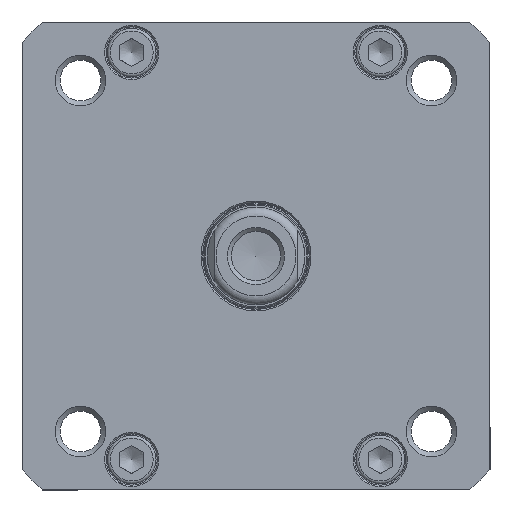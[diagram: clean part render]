
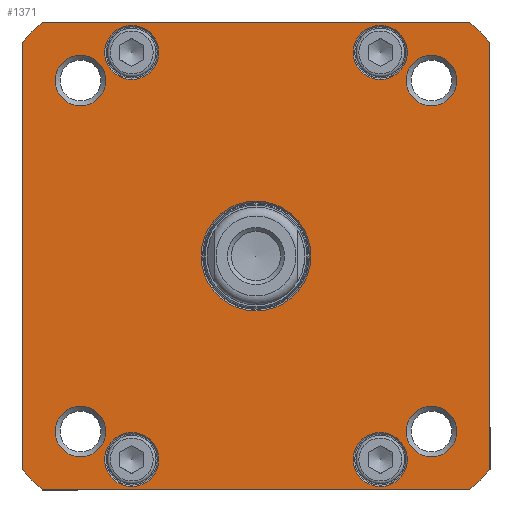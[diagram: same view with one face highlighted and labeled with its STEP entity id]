
A CAD part, front view. The second image highlights one B-rep face of the part: STEP entity #1371.
In plain terms, the highlighted planar face has unit normal (0, -1, 0).
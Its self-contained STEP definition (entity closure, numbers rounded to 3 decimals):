
#1197=CARTESIAN_POINT('',(0.,-97.35,0.));
#1198=DIRECTION('',(0.0,1.0,0.0));
#1199=DIRECTION('',(0.0,0.0,1.0));
#1200=AXIS2_PLACEMENT_3D('',#1197,#1198,#1199);
#1201=PLANE('',#1200);
#1202=CARTESIAN_POINT('',(43.829,-97.35,48.));
#1203=VERTEX_POINT('',#1202);
#1204=CARTESIAN_POINT('',(48.,-97.35,43.829));
#1205=VERTEX_POINT('',#1204);
#1206=CARTESIAN_POINT('',(0.0,-97.35,0.0));
#1207=DIRECTION('',(0.0,1.0,0.0));
#1208=DIRECTION('',(0.674,0.0,0.738));
#1209=AXIS2_PLACEMENT_3D('',#1206,#1207,#1208);
#1210=CIRCLE('',#1209,65.);
#1211=EDGE_CURVE('',#1203,#1205,#1210,.T.);
#1212=ORIENTED_EDGE('',*,*,#1211,.F.);
#1213=CARTESIAN_POINT('',(-43.829,-97.35,48.));
#1214=VERTEX_POINT('',#1213);
#1215=CARTESIAN_POINT('',(-43.829,-97.35,48.));
#1216=DIRECTION('',(1.0,0.0,0.0));
#1217=VECTOR('',#1216,87.658);
#1218=LINE('',#1215,#1217);
#1219=EDGE_CURVE('',#1214,#1203,#1218,.T.);
#1220=ORIENTED_EDGE('',*,*,#1219,.F.);
#1221=CARTESIAN_POINT('',(-48.,-97.35,43.829));
#1222=VERTEX_POINT('',#1221);
#1223=CARTESIAN_POINT('',(0.0,-97.35,0.0));
#1224=DIRECTION('',(0.0,1.0,0.0));
#1225=DIRECTION('',(-0.738,0.0,0.674));
#1226=AXIS2_PLACEMENT_3D('',#1223,#1224,#1225);
#1227=CIRCLE('',#1226,65.0);
#1228=EDGE_CURVE('',#1222,#1214,#1227,.T.);
#1229=ORIENTED_EDGE('',*,*,#1228,.F.);
#1230=CARTESIAN_POINT('',(-48.,-97.35,-43.829));
#1231=VERTEX_POINT('',#1230);
#1232=CARTESIAN_POINT('',(-48.,-97.35,-43.829));
#1233=DIRECTION('',(0.0,0.0,1.0));
#1234=VECTOR('',#1233,87.658);
#1235=LINE('',#1232,#1234);
#1236=EDGE_CURVE('',#1231,#1222,#1235,.T.);
#1237=ORIENTED_EDGE('',*,*,#1236,.F.);
#1238=CARTESIAN_POINT('',(-43.829,-97.35,-48.));
#1239=VERTEX_POINT('',#1238);
#1240=CARTESIAN_POINT('',(0.0,-97.35,0.0));
#1241=DIRECTION('',(0.0,1.0,0.0));
#1242=DIRECTION('',(-0.674,0.0,-0.738));
#1243=AXIS2_PLACEMENT_3D('',#1240,#1241,#1242);
#1244=CIRCLE('',#1243,65.0);
#1245=EDGE_CURVE('',#1239,#1231,#1244,.T.);
#1246=ORIENTED_EDGE('',*,*,#1245,.F.);
#1247=CARTESIAN_POINT('',(43.829,-97.35,-48.));
#1248=VERTEX_POINT('',#1247);
#1249=CARTESIAN_POINT('',(43.829,-97.35,-48.));
#1250=DIRECTION('',(-1.0,0.0,0.0));
#1251=VECTOR('',#1250,87.658);
#1252=LINE('',#1249,#1251);
#1253=EDGE_CURVE('',#1248,#1239,#1252,.T.);
#1254=ORIENTED_EDGE('',*,*,#1253,.F.);
#1255=CARTESIAN_POINT('',(48.,-97.35,-43.829));
#1256=VERTEX_POINT('',#1255);
#1257=CARTESIAN_POINT('',(0.0,-97.35,0.0));
#1258=DIRECTION('',(0.0,1.0,0.0));
#1259=DIRECTION('',(0.738,0.0,-0.674));
#1260=AXIS2_PLACEMENT_3D('',#1257,#1258,#1259);
#1261=CIRCLE('',#1260,65.0);
#1262=EDGE_CURVE('',#1256,#1248,#1261,.T.);
#1263=ORIENTED_EDGE('',*,*,#1262,.F.);
#1264=CARTESIAN_POINT('',(48.,-97.35,43.829));
#1265=DIRECTION('',(0.0,0.0,-1.0));
#1266=VECTOR('',#1265,87.658);
#1267=LINE('',#1264,#1266);
#1268=EDGE_CURVE('',#1205,#1256,#1267,.T.);
#1269=ORIENTED_EDGE('',*,*,#1268,.F.);
#1270=EDGE_LOOP('',(#1212,#1220,#1229,#1237,#1246,#1254,#1263,#1269));
#1271=FACE_OUTER_BOUND('',#1270,.T.);
#1272=CARTESIAN_POINT('',(-30.812,-97.35,-36.));
#1273=VERTEX_POINT('',#1272);
#1274=CARTESIAN_POINT('',(-36.,-97.35,-36.));
#1275=DIRECTION('',(0.0,-1.0,0.0));
#1276=DIRECTION('',(-1.0,0.0,0.0));
#1277=AXIS2_PLACEMENT_3D('',#1274,#1275,#1276);
#1278=CIRCLE('',#1277,5.188);
#1279=EDGE_CURVE('',#1273,#1273,#1278,.T.);
#1280=ORIENTED_EDGE('',*,*,#1279,.F.);
#1281=EDGE_LOOP('',(#1280));
#1282=FACE_BOUND('',#1281,.T.);
#1283=CARTESIAN_POINT('',(41.188,-97.35,36.));
#1284=VERTEX_POINT('',#1283);
#1285=CARTESIAN_POINT('',(36.,-97.35,36.));
#1286=DIRECTION('',(0.0,-1.0,0.0));
#1287=DIRECTION('',(-1.0,0.0,0.0));
#1288=AXIS2_PLACEMENT_3D('',#1285,#1286,#1287);
#1289=CIRCLE('',#1288,5.188);
#1290=EDGE_CURVE('',#1284,#1284,#1289,.T.);
#1291=ORIENTED_EDGE('',*,*,#1290,.F.);
#1292=EDGE_LOOP('',(#1291));
#1293=FACE_BOUND('',#1292,.T.);
#1294=CARTESIAN_POINT('',(-19.95,-97.35,-41.75));
#1295=VERTEX_POINT('',#1294);
#1296=CARTESIAN_POINT('',(-25.5,-97.35,-41.75));
#1297=DIRECTION('',(0.0,-1.0,0.0));
#1298=DIRECTION('',(-1.0,0.0,0.0));
#1299=AXIS2_PLACEMENT_3D('',#1296,#1297,#1298);
#1300=CIRCLE('',#1299,5.55);
#1301=EDGE_CURVE('',#1295,#1295,#1300,.T.);
#1302=ORIENTED_EDGE('',*,*,#1301,.F.);
#1303=EDGE_LOOP('',(#1302));
#1304=FACE_BOUND('',#1303,.T.);
#1305=CARTESIAN_POINT('',(31.05,-97.35,41.75));
#1306=VERTEX_POINT('',#1305);
#1307=CARTESIAN_POINT('',(25.5,-97.35,41.75));
#1308=DIRECTION('',(0.0,-1.0,0.0));
#1309=DIRECTION('',(-1.0,0.0,0.0));
#1310=AXIS2_PLACEMENT_3D('',#1307,#1308,#1309);
#1311=CIRCLE('',#1310,5.55);
#1312=EDGE_CURVE('',#1306,#1306,#1311,.T.);
#1313=ORIENTED_EDGE('',*,*,#1312,.F.);
#1314=EDGE_LOOP('',(#1313));
#1315=FACE_BOUND('',#1314,.T.);
#1316=CARTESIAN_POINT('',(-11.25,-97.35,0.));
#1317=VERTEX_POINT('',#1316);
#1318=CARTESIAN_POINT('',(0.0,-97.35,0.0));
#1319=DIRECTION('',(0.0,-1.0,0.0));
#1320=DIRECTION('',(1.0,0.0,0.0));
#1321=AXIS2_PLACEMENT_3D('',#1318,#1319,#1320);
#1322=CIRCLE('',#1321,11.25);
#1323=EDGE_CURVE('',#1317,#1317,#1322,.T.);
#1324=ORIENTED_EDGE('',*,*,#1323,.F.);
#1325=EDGE_LOOP('',(#1324));
#1326=FACE_BOUND('',#1325,.T.);
#1327=CARTESIAN_POINT('',(-19.95,-97.35,41.75));
#1328=VERTEX_POINT('',#1327);
#1329=CARTESIAN_POINT('',(-25.5,-97.35,41.75));
#1330=DIRECTION('',(0.0,-1.0,0.0));
#1331=DIRECTION('',(-1.0,0.0,0.0));
#1332=AXIS2_PLACEMENT_3D('',#1329,#1330,#1331);
#1333=CIRCLE('',#1332,5.55);
#1334=EDGE_CURVE('',#1328,#1328,#1333,.T.);
#1335=ORIENTED_EDGE('',*,*,#1334,.F.);
#1336=EDGE_LOOP('',(#1335));
#1337=FACE_BOUND('',#1336,.T.);
#1338=CARTESIAN_POINT('',(31.05,-97.35,-41.75));
#1339=VERTEX_POINT('',#1338);
#1340=CARTESIAN_POINT('',(25.5,-97.35,-41.75));
#1341=DIRECTION('',(0.0,-1.0,0.0));
#1342=DIRECTION('',(-1.0,0.0,0.0));
#1343=AXIS2_PLACEMENT_3D('',#1340,#1341,#1342);
#1344=CIRCLE('',#1343,5.55);
#1345=EDGE_CURVE('',#1339,#1339,#1344,.T.);
#1346=ORIENTED_EDGE('',*,*,#1345,.F.);
#1347=EDGE_LOOP('',(#1346));
#1348=FACE_BOUND('',#1347,.T.);
#1349=CARTESIAN_POINT('',(-30.812,-97.35,36.));
#1350=VERTEX_POINT('',#1349);
#1351=CARTESIAN_POINT('',(-36.,-97.35,36.));
#1352=DIRECTION('',(0.0,-1.0,0.0));
#1353=DIRECTION('',(-1.0,0.0,0.0));
#1354=AXIS2_PLACEMENT_3D('',#1351,#1352,#1353);
#1355=CIRCLE('',#1354,5.188);
#1356=EDGE_CURVE('',#1350,#1350,#1355,.T.);
#1357=ORIENTED_EDGE('',*,*,#1356,.F.);
#1358=EDGE_LOOP('',(#1357));
#1359=FACE_BOUND('',#1358,.T.);
#1360=CARTESIAN_POINT('',(41.188,-97.35,-36.));
#1361=VERTEX_POINT('',#1360);
#1362=CARTESIAN_POINT('',(36.,-97.35,-36.));
#1363=DIRECTION('',(0.0,-1.0,0.0));
#1364=DIRECTION('',(-1.0,0.0,0.0));
#1365=AXIS2_PLACEMENT_3D('',#1362,#1363,#1364);
#1366=CIRCLE('',#1365,5.188);
#1367=EDGE_CURVE('',#1361,#1361,#1366,.T.);
#1368=ORIENTED_EDGE('',*,*,#1367,.F.);
#1369=EDGE_LOOP('',(#1368));
#1370=FACE_BOUND('',#1369,.T.);
#1371=ADVANCED_FACE('',(#1271,#1282,#1293,#1304,#1315,#1326,#1337,#1348,#1359,#1370),#1201,.F.);
